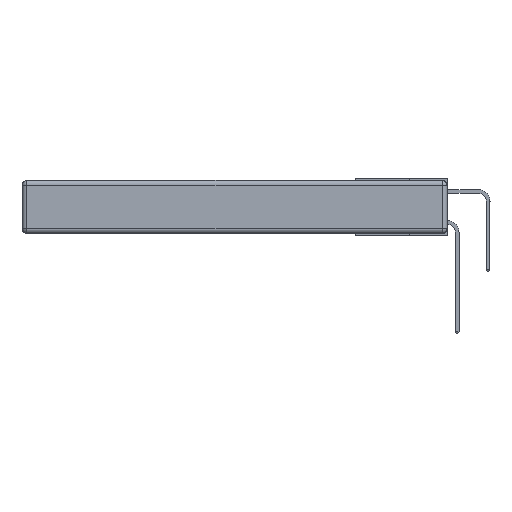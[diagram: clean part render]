
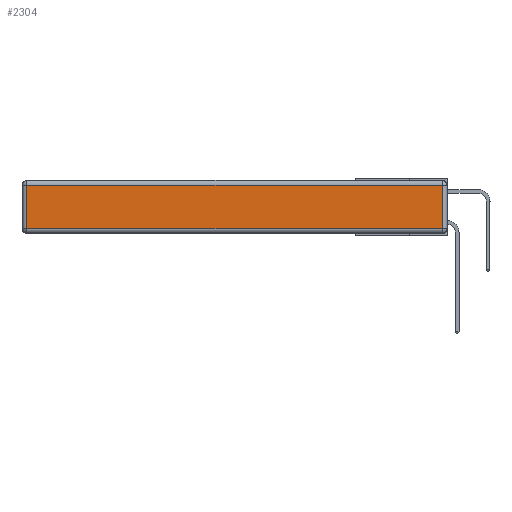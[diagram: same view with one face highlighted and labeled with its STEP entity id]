
A CAD part, left-side view. The second image highlights one B-rep face of the part: STEP entity #2304.
In plain terms, the highlighted planar face has unit normal (-1, 0, 0).
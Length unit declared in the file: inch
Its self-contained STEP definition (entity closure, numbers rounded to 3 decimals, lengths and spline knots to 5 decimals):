
#349 = DIRECTION ( 'NONE',  ( 0., 0., 1. ) ) ;
#429 = CARTESIAN_POINT ( 'NONE',  ( 0., 0.03, -0.343 ) ) ;
#1867 = CARTESIAN_POINT ( 'NONE',  ( 0., 2.72, -0.343 ) ) ;
#2304 = ADVANCED_FACE ( 'NONE', ( #19517 ), #20208, .T. ) ;
#3046 = VERTEX_POINT ( 'NONE', #7261 ) ;
#3496 = VECTOR ( 'NONE', #22439, 39.37008 ) ;
#3903 = ORIENTED_EDGE ( 'NONE', *, *, #17847, .T. ) ;
#4331 = ORIENTED_EDGE ( 'NONE', *, *, #5558, .T. ) ;
#4558 = VECTOR ( 'NONE', #349, 39.37008 ) ;
#5558 = EDGE_CURVE ( 'NONE', #7842, #14224, #19435, .T. ) ;
#7261 = CARTESIAN_POINT ( 'NONE',  ( 0., 2.72, -0.03 ) ) ;
#7842 = VERTEX_POINT ( 'NONE', #14230 ) ;
#9709 = CARTESIAN_POINT ( 'NONE',  ( 0., 2.75, -0.03 ) ) ;
#9879 = DIRECTION ( 'NONE',  ( 0., 0., 1. ) ) ;
#10423 = EDGE_LOOP ( 'NONE', ( #3903, #4331, #23637, #22381 ) ) ;
#11589 = LINE ( 'NONE', #1867, #3496 ) ;
#11634 = VECTOR ( 'NONE', #13975, 39.37008 ) ;
#13975 = DIRECTION ( 'NONE',  ( 0., 1., 0. ) ) ;
#14134 = CARTESIAN_POINT ( 'NONE',  ( 0., 2.72, -0.313 ) ) ;
#14142 = DIRECTION ( 'NONE',  ( -1., 0., 0. ) ) ;
#14224 = VERTEX_POINT ( 'NONE', #14343 ) ;
#14230 = CARTESIAN_POINT ( 'NONE',  ( 0., 0.03, -0.313 ) ) ;
#14343 = CARTESIAN_POINT ( 'NONE',  ( 0., 0.03, -0.03 ) ) ;
#15257 = CARTESIAN_POINT ( 'NONE',  ( 0., 0., -0.313 ) ) ;
#15590 = VECTOR ( 'NONE', #17338, 39.37008 ) ;
#17338 = DIRECTION ( 'NONE',  ( 0., -1., 0. ) ) ;
#17503 = AXIS2_PLACEMENT_3D ( 'NONE', #22261, #14142, #9879 ) ;
#17847 = EDGE_CURVE ( 'NONE', #18194, #7842, #24650, .T. ) ;
#18194 = VERTEX_POINT ( 'NONE', #14134 ) ;
#19230 = EDGE_CURVE ( 'NONE', #14224, #3046, #26554, .T. ) ;
#19435 = LINE ( 'NONE', #429, #4558 ) ;
#19517 = FACE_OUTER_BOUND ( 'NONE', #10423, .T. ) ;
#20208 = PLANE ( 'NONE',  #17503 ) ;
#22261 = CARTESIAN_POINT ( 'NONE',  ( 0., 0., -0.343 ) ) ;
#22381 = ORIENTED_EDGE ( 'NONE', *, *, #24922, .T. ) ;
#22439 = DIRECTION ( 'NONE',  ( 0., 0., -1. ) ) ;
#23637 = ORIENTED_EDGE ( 'NONE', *, *, #19230, .T. ) ;
#24650 = LINE ( 'NONE', #15257, #15590 ) ;
#24922 = EDGE_CURVE ( 'NONE', #3046, #18194, #11589, .T. ) ;
#26554 = LINE ( 'NONE', #9709, #11634 ) ;
